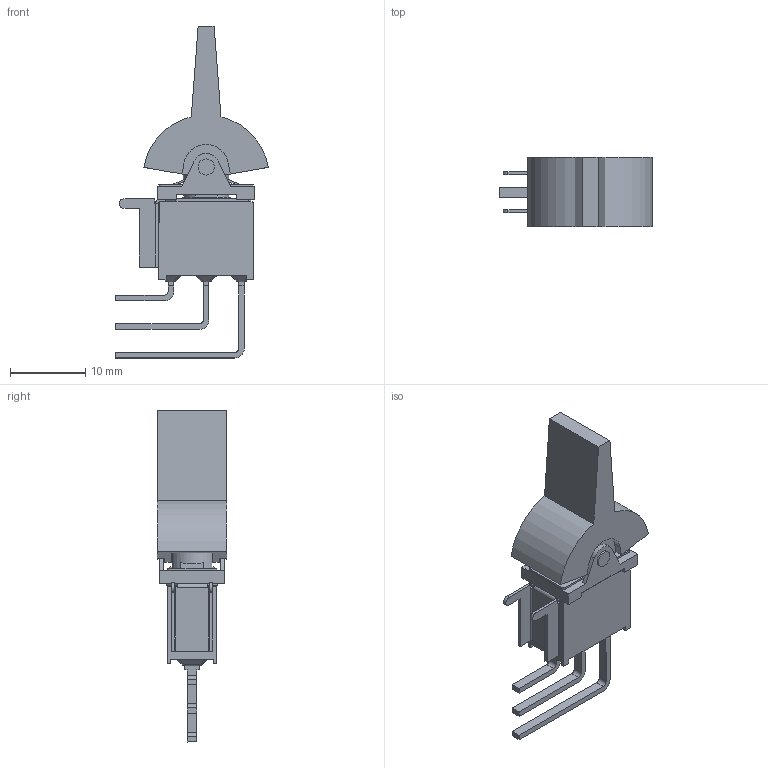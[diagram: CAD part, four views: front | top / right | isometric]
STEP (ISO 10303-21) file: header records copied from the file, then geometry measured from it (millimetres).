
FILE_DESCRIPTION(/* description */ (''),/* implementation_level */ '2;1');
FILE_NAME(/* name */ '300AWSPxJ2xxxM7xE.stp',/* time_stamp */ '2025-05-13T16:04:19-05:00',/* author */ ('mroman'),/* organization */ (''),/* preprocessor_version */ 'ST-DEVELOPER v18.1',/* originating_system */ 'Autodesk Inventor 2022',/* authorisation */ '');
FILE_SCHEMA (('AUTOMOTIVE_DESIGN { 1 0 10303 214 3 1 1 }'));
Length unit declared in the file: inch
Products named in the file (1): 300AWSPxJ2xxxM7xE
Bounding box: 20.37 x 9.28 x 44.26 mm (x, y, z)
Volume: 1945.5 mm3; surface area: 2636.5 mm2
Topology: 1 solids, 1 shells, 283 faces, 767 edges, 485 vertices
Faces by surface type: plane 178, cylinder 87, sphere 12, bspline 4, torus 2
Full cylindrical faces by diameter (mm): 2.15 x4
Entity records: 8984 total; most frequent: CARTESIAN_POINT 1770, ORIENTED_EDGE 1510, DIRECTION 1475, EDGE_CURVE 755, LINE 551, VECTOR 551, VERTEX_POINT 485, AXIS2_PLACEMENT_3D 462
